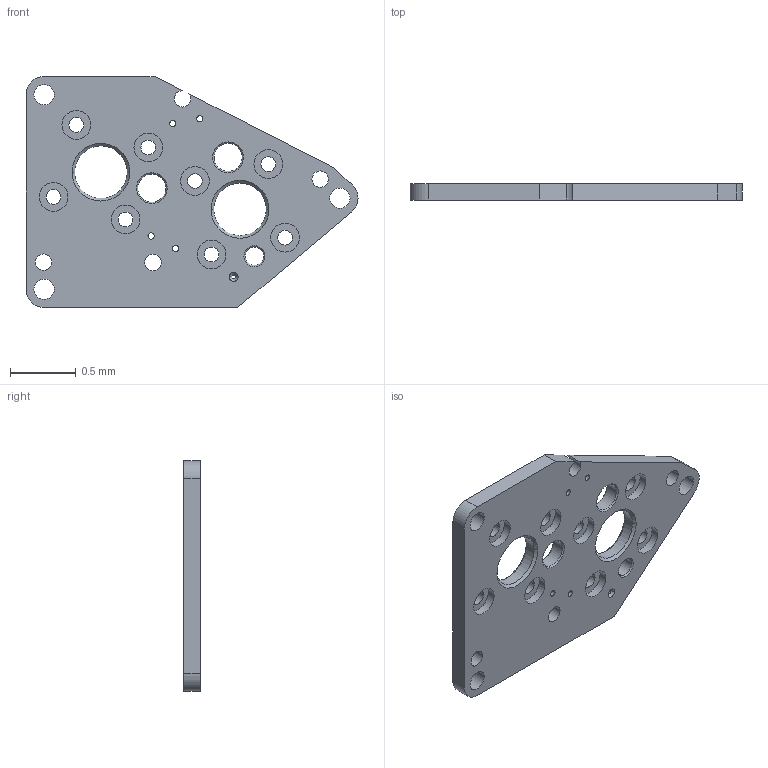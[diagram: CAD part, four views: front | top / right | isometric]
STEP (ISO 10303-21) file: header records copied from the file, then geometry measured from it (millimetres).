
FILE_DESCRIPTION(('produced by SPATIAL CORP'),'2;1');
FILE_NAME( 'sh-r44364-000-u.hh.sat.stp','2002-04-22T18:09:56+00:00',( 'SPATIAL CORP'),('SPATIAL CORP'),'ACIS STEP Husk', 'http://www.spatial.com','SPATIAL CORP');
FILE_SCHEMA(('CONFIG_CONTROL_DESIGN'));
Length unit declared in the file: millimetre
Products named in the file (1): PRODUCT_ID_1
Bounding box: 2.53 x 0.12 x 1.76 mm (x, y, z)
Volume: 0.4 mm3; surface area: 8.2 mm2
Topology: 1 solids, 1 shells, 113 faces, 284 edges, 184 vertices
Faces by surface type: cylinder 77, plane 20, cone 16
Entity records: 2986 total; most frequent: ORIENTED_EDGE 568, CARTESIAN_POINT 450, DIRECTION 418, EDGE_CURVE 284, VERTEX_POINT 184, EDGE_LOOP 172, FACE_BOUND 172, AXIS2_PLACEMENT_3D 152
